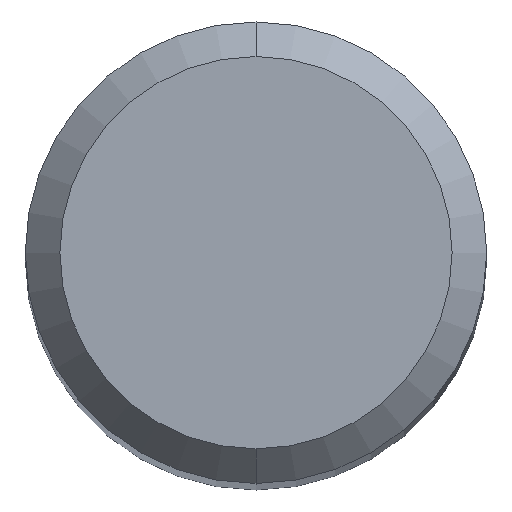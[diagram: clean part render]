
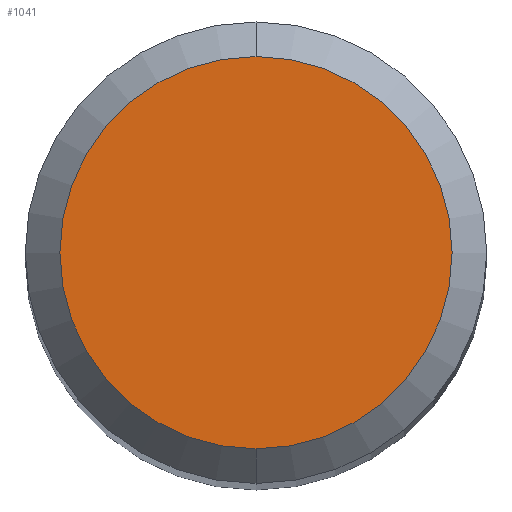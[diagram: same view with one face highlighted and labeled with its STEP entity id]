
A CAD part, top view. The second image highlights one B-rep face of the part: STEP entity #1041.
In plain terms, the highlighted planar face has unit normal (0, 0, 1).
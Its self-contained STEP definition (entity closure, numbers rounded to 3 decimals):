
#885=VERTEX_POINT('',#1750);
#891=VERTEX_POINT('',#1756);
#899=EDGE_CURVE('',#885,#891,#1764,.T.);
#971=EDGE_CURVE('',#891,#885,#1847,.T.);
#1041=ADVANCED_FACE('',(#1923),#1924,.T.);
#1750=CARTESIAN_POINT('',(0.0,1.7,0.0));
#1756=CARTESIAN_POINT('',(0.,-1.7,0.0));
#1764=CIRCLE('',#4031,1.7);
#1847=CIRCLE('',#4421,1.7);
#1923=FACE_OUTER_BOUND('',#4912,.T.);
#1924=PLANE('',#4913);
#4031=AXIS2_PLACEMENT_3D('',#6427,#6428,#6429);
#4421=AXIS2_PLACEMENT_3D('',#6549,#6550,#6551);
#4912=EDGE_LOOP('',(#6612,#6613));
#4913=AXIS2_PLACEMENT_3D('',#6614,#6615,#6616);
#6427=CARTESIAN_POINT('',(0.0,0.0,0.0));
#6428=DIRECTION('',(0.0,0.0,-1.0));
#6429=DIRECTION('',(0.0,1.0,0.0));
#6549=CARTESIAN_POINT('',(0.0,0.0,0.0));
#6550=DIRECTION('',(0.0,0.0,-1.0));
#6551=DIRECTION('',(0.0,1.0,0.0));
#6612=ORIENTED_EDGE('',*,*,#899,.F.);
#6613=ORIENTED_EDGE('',*,*,#971,.F.);
#6614=CARTESIAN_POINT('',(0.0,0.85,0.0));
#6615=DIRECTION('',(-0.0,0.0,1.0));
#6616=DIRECTION('',(0.0,-1.0,0.0));
